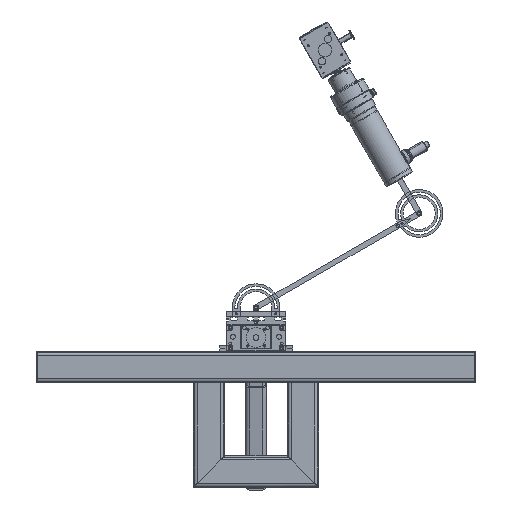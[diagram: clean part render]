
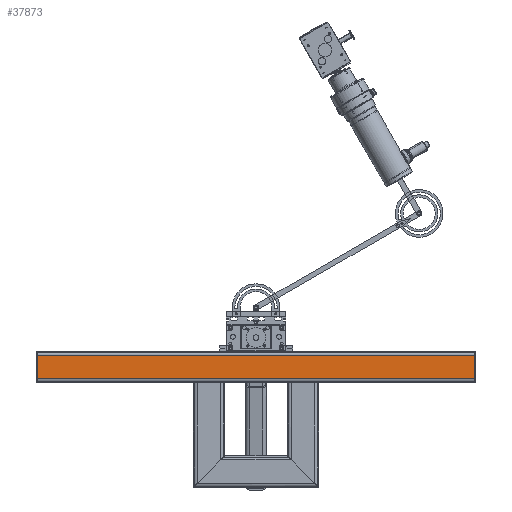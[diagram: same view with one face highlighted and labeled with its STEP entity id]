
A CAD part, front view. The second image highlights one B-rep face of the part: STEP entity #37873.
In plain terms, the highlighted planar face has unit normal (0, -1, 0).
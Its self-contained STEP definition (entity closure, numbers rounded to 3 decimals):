
#4195=LINE('',#70013,#7107);
#4196=LINE('',#70016,#7108);
#4197=LINE('',#70018,#7109);
#4198=LINE('',#70019,#7110);
#7107=VECTOR('',#54074,0.394);
#7108=VECTOR('',#54077,0.394);
#7109=VECTOR('',#54078,0.394);
#7110=VECTOR('',#54079,0.394);
#10396=FACE_OUTER_BOUND('',#12876,.T.);
#12876=EDGE_LOOP('',(#33991,#33992,#33993,#33994));
#18515=VERTEX_POINT('',#70006);
#18518=VERTEX_POINT('',#70011);
#18519=VERTEX_POINT('',#70015);
#18520=VERTEX_POINT('',#70017);
#23752=EDGE_CURVE('',#18515,#18518,#4195,.T.);
#23753=EDGE_CURVE('',#18519,#18515,#4196,.T.);
#23754=EDGE_CURVE('',#18520,#18518,#4197,.T.);
#23755=EDGE_CURVE('',#18519,#18520,#4198,.T.);
#33991=ORIENTED_EDGE('',*,*,#23753,.T.);
#33992=ORIENTED_EDGE('',*,*,#23752,.T.);
#33993=ORIENTED_EDGE('',*,*,#23754,.F.);
#33994=ORIENTED_EDGE('',*,*,#23755,.F.);
#35914=PLANE('',#43215);
#37873=ADVANCED_FACE('',(#10396),#35914,.T.);
#43215=AXIS2_PLACEMENT_3D('',#70014,#54075,#54076);
#54074=DIRECTION('',(1.,0.,0.));
#54075=DIRECTION('center_axis',(0.,-1.,0.));
#54076=DIRECTION('ref_axis',(0.,0.,-1.));
#54077=DIRECTION('',(0.,0.,-1.));
#54078=DIRECTION('',(0.,0.,-1.));
#54079=DIRECTION('',(1.,0.,0.));
#70006=CARTESIAN_POINT('',(0.,-1.,-1.125));
#70011=CARTESIAN_POINT('',(41.75,-1.,-1.125));
#70013=CARTESIAN_POINT('',(0.,-1.,-1.125));
#70014=CARTESIAN_POINT('Origin',(0.,-1.,1.125));
#70015=CARTESIAN_POINT('',(0.,-1.,1.125));
#70016=CARTESIAN_POINT('',(0.,-1.,1.125));
#70017=CARTESIAN_POINT('',(41.75,-1.,1.125));
#70018=CARTESIAN_POINT('',(41.75,-1.,1.125));
#70019=CARTESIAN_POINT('',(0.,-1.,1.125));
